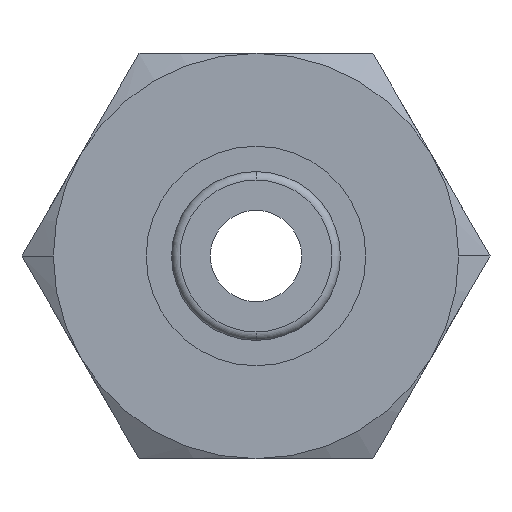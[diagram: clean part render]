
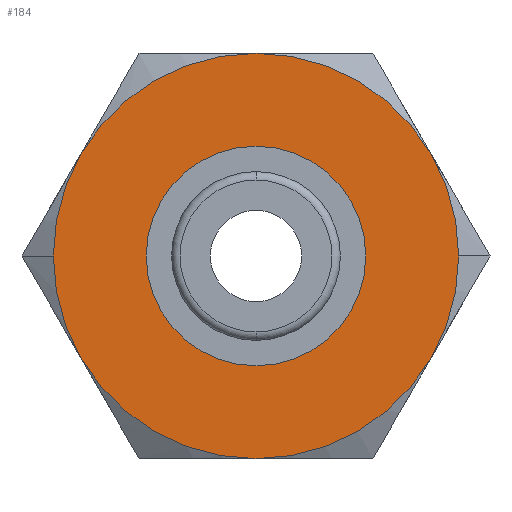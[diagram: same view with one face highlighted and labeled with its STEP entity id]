
A CAD part, front view. The second image highlights one B-rep face of the part: STEP entity #184.
In plain terms, the highlighted planar face has unit normal (0, -1, 0).
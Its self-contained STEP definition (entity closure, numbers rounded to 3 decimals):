
#184=ADVANCED_FACE('',(#369,#370),#371,.T.);
#369=FACE_OUTER_BOUND('',#554,.T.);
#370=FACE_BOUND('',#555,.T.);
#371=PLANE('',#556);
#554=EDGE_LOOP('',(#1001,#1002,#1003,#1004,#1005,#1006,#1007,#1008));
#555=EDGE_LOOP('',(#1009,#1010));
#556=AXIS2_PLACEMENT_3D('',#1011,#1012,#1013);
#1001=ORIENTED_EDGE('',*,*,#1199,.F.);
#1002=ORIENTED_EDGE('',*,*,#1137,.F.);
#1003=ORIENTED_EDGE('',*,*,#1157,.F.);
#1004=ORIENTED_EDGE('',*,*,#1168,.F.);
#1005=ORIENTED_EDGE('',*,*,#1263,.F.);
#1006=ORIENTED_EDGE('',*,*,#1284,.F.);
#1007=ORIENTED_EDGE('',*,*,#1285,.F.);
#1008=ORIENTED_EDGE('',*,*,#1256,.F.);
#1009=ORIENTED_EDGE('',*,*,#1196,.F.);
#1010=ORIENTED_EDGE('',*,*,#1277,.F.);
#1011=CARTESIAN_POINT('',(3.0,18.0,0.0));
#1012=DIRECTION('',(-0.0,-1.0,-0.0));
#1013=DIRECTION('',(-1.0,0.0,0.0));
#1137=EDGE_CURVE('',#1381,#1383,#1384,.T.);
#1157=EDGE_CURVE('',#1405,#1381,#1417,.T.);
#1168=EDGE_CURVE('',#1428,#1405,#1430,.T.);
#1196=EDGE_CURVE('',#1470,#1466,#1472,.T.);
#1199=EDGE_CURVE('',#1383,#1474,#1476,.T.);
#1256=EDGE_CURVE('',#1474,#1529,#1556,.T.);
#1263=EDGE_CURVE('',#1487,#1428,#1564,.T.);
#1277=EDGE_CURVE('',#1466,#1470,#1580,.T.);
#1284=EDGE_CURVE('',#1560,#1487,#1587,.T.);
#1285=EDGE_CURVE('',#1529,#1560,#1588,.T.);
#1381=VERTEX_POINT('',#1866);
#1383=VERTEX_POINT('',#1879);
#1384=CIRCLE('',#1880,6.0);
#1405=VERTEX_POINT('',#1916);
#1417=CIRCLE('',#1974,6.0);
#1428=VERTEX_POINT('',#2009);
#1430=CIRCLE('',#2012,6.0);
#1466=VERTEX_POINT('',#2096);
#1470=VERTEX_POINT('',#2101);
#1472=CIRCLE('',#2104,3.25);
#1474=VERTEX_POINT('',#2106);
#1476=CIRCLE('',#2109,6.0);
#1487=VERTEX_POINT('',#2120);
#1529=VERTEX_POINT('',#2191);
#1556=CIRCLE('',#2274,6.0);
#1560=VERTEX_POINT('',#2289);
#1564=CIRCLE('',#2315,6.0);
#1580=CIRCLE('',#2335,3.25);
#1587=CIRCLE('',#2342,6.0);
#1588=CIRCLE('',#2343,6.0);
#1866=CARTESIAN_POINT('',(0.,18.0,6.0));
#1879=CARTESIAN_POINT('',(5.196,18.0,3.0));
#1880=AXIS2_PLACEMENT_3D('',#2434,#2435,#2436);
#1916=CARTESIAN_POINT('',(-5.196,18.0,3.0));
#1974=AXIS2_PLACEMENT_3D('',#2455,#2456,#2457);
#2009=CARTESIAN_POINT('',(-6.0,18.0,0.));
#2012=AXIS2_PLACEMENT_3D('',#2467,#2468,#2469);
#2096=CARTESIAN_POINT('',(3.25,18.0,0.));
#2101=CARTESIAN_POINT('',(-3.25,18.0,0.));
#2104=AXIS2_PLACEMENT_3D('',#2506,#2507,#2508);
#2106=CARTESIAN_POINT('',(6.0,18.0,0.));
#2109=AXIS2_PLACEMENT_3D('',#2510,#2511,#2512);
#2120=CARTESIAN_POINT('',(-5.196,18.0,-3.0));
#2191=CARTESIAN_POINT('',(5.196,18.0,-3.0));
#2274=AXIS2_PLACEMENT_3D('',#2596,#2597,#2598);
#2289=CARTESIAN_POINT('',(0.0,18.0,-6.0));
#2315=AXIS2_PLACEMENT_3D('',#2599,#2600,#2601);
#2335=AXIS2_PLACEMENT_3D('',#2615,#2616,#2617);
#2342=AXIS2_PLACEMENT_3D('',#2621,#2622,#2623);
#2343=AXIS2_PLACEMENT_3D('',#2624,#2625,#2626);
#2434=CARTESIAN_POINT('',(0.0,18.0,0.0));
#2435=DIRECTION('',(-0.0,1.0,0.0));
#2436=DIRECTION('',(1.0,0.0,0.0));
#2455=CARTESIAN_POINT('',(0.0,18.0,0.0));
#2456=DIRECTION('',(-0.0,1.0,0.0));
#2457=DIRECTION('',(1.0,0.0,0.0));
#2467=CARTESIAN_POINT('',(0.0,18.0,0.0));
#2468=DIRECTION('',(-0.0,1.0,0.0));
#2469=DIRECTION('',(1.0,0.0,0.0));
#2506=CARTESIAN_POINT('',(0.0,18.0,0.0));
#2507=DIRECTION('',(0.0,-1.0,0.0));
#2508=DIRECTION('',(1.0,0.0,0.0));
#2510=CARTESIAN_POINT('',(0.0,18.0,0.0));
#2511=DIRECTION('',(-0.0,1.0,0.0));
#2512=DIRECTION('',(1.0,0.0,0.0));
#2596=CARTESIAN_POINT('',(0.0,18.0,0.0));
#2597=DIRECTION('',(-0.0,1.0,0.0));
#2598=DIRECTION('',(1.0,0.0,0.0));
#2599=CARTESIAN_POINT('',(0.0,18.0,0.0));
#2600=DIRECTION('',(-0.0,1.0,0.0));
#2601=DIRECTION('',(1.0,0.0,0.0));
#2615=CARTESIAN_POINT('',(0.0,18.0,0.0));
#2616=DIRECTION('',(0.0,-1.0,0.0));
#2617=DIRECTION('',(1.0,0.0,0.0));
#2621=CARTESIAN_POINT('',(0.0,18.0,0.0));
#2622=DIRECTION('',(-0.0,1.0,0.0));
#2623=DIRECTION('',(1.0,0.0,0.0));
#2624=CARTESIAN_POINT('',(0.0,18.0,0.0));
#2625=DIRECTION('',(-0.0,1.0,0.0));
#2626=DIRECTION('',(1.0,0.0,0.0));
